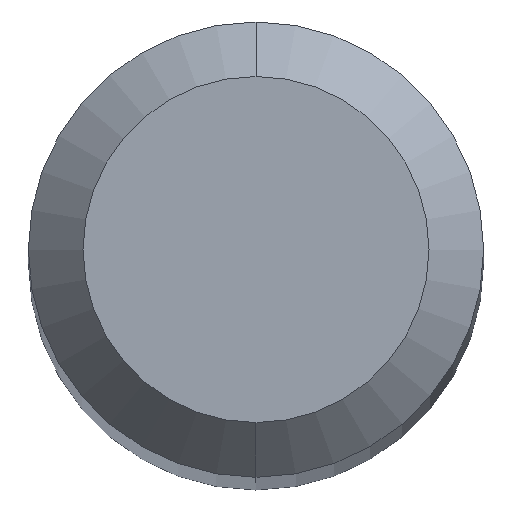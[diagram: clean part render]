
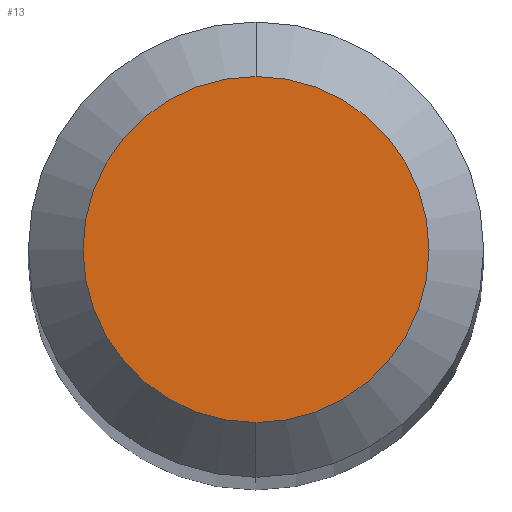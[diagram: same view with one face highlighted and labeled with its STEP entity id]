
A CAD part, top view. The second image highlights one B-rep face of the part: STEP entity #13.
In plain terms, the highlighted planar face has unit normal (0, 0, 1).
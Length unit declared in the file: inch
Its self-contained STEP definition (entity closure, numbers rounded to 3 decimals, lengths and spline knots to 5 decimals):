
#13 = ADVANCED_FACE ( 'NONE', ( #105 ), #179, .F. ) ;
#40 = EDGE_LOOP ( 'NONE', ( #314, #343 ) ) ;
#41 = CARTESIAN_POINT ( 'NONE',  ( 0., 0., 0. ) ) ;
#43 = CIRCLE ( 'NONE', #104, 0.0475 ) ;
#65 = CIRCLE ( 'NONE', #489, 0.0475 ) ;
#100 = VERTEX_POINT ( 'NONE', #160 ) ;
#104 = AXIS2_PLACEMENT_3D ( 'NONE', #41, #433, #400 ) ;
#105 = FACE_OUTER_BOUND ( 'NONE', #40, .T. ) ;
#124 = CARTESIAN_POINT ( 'NONE',  ( 0., 0., 0. ) ) ;
#143 = AXIS2_PLACEMENT_3D ( 'NONE', #416, #229, #375 ) ;
#147 = VERTEX_POINT ( 'NONE', #244 ) ;
#154 = EDGE_CURVE ( 'NONE', #100, #147, #43, .T. ) ;
#160 = CARTESIAN_POINT ( 'NONE',  ( 0., 0.0475, 0. ) ) ;
#179 = PLANE ( 'NONE',  #143 ) ;
#229 = DIRECTION ( 'NONE',  ( 0., 0., -1. ) ) ;
#244 = CARTESIAN_POINT ( 'NONE',  ( 0., -0.0475, 0. ) ) ;
#274 = DIRECTION ( 'NONE',  ( 0., -1., 0. ) ) ;
#314 = ORIENTED_EDGE ( 'NONE', *, *, #154, .T. ) ;
#343 = ORIENTED_EDGE ( 'NONE', *, *, #388, .T. ) ;
#375 = DIRECTION ( 'NONE',  ( 0., 1., 0. ) ) ;
#380 = DIRECTION ( 'NONE',  ( 0., 0., 1. ) ) ;
#388 = EDGE_CURVE ( 'NONE', #147, #100, #65, .T. ) ;
#400 = DIRECTION ( 'NONE',  ( 0., -1., 0. ) ) ;
#416 = CARTESIAN_POINT ( 'NONE',  ( 0., 0.0475, 0. ) ) ;
#433 = DIRECTION ( 'NONE',  ( 0., 0., 1. ) ) ;
#489 = AXIS2_PLACEMENT_3D ( 'NONE', #124, #380, #274 ) ;
